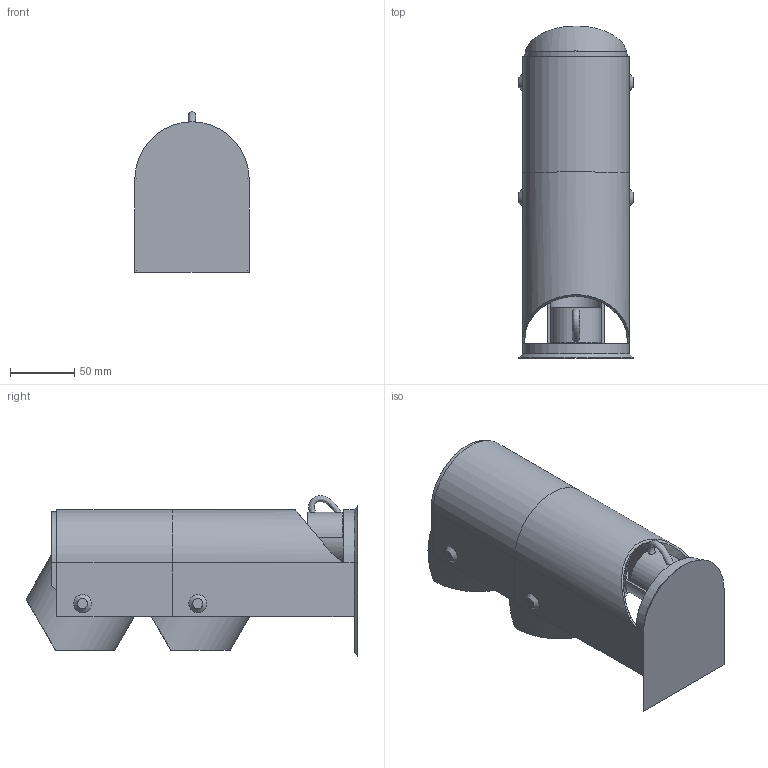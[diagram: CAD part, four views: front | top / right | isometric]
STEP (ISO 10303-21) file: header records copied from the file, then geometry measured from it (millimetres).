
FILE_DESCRIPTION(/* description */ (''),/* implementation_level */ '2;1');
FILE_NAME(/* name */ 'PillDispenser.step',/* time_stamp */ '2024-04-01T14:58:57+02:00',/* author */ (''),/* organization */ (''),/* preprocessor_version */ 'ST-DEVELOPER v20',/* originating_system */ 'Autodesk Translation Framework v12.20.1.177',/* authorisation */ '');
FILE_SCHEMA (('AUTOMOTIVE_DESIGN { 1 0 10303 214 3 1 1 }'));
Length unit declared in the file: millimetre
Products named in the file (11): PillDispenser; Base; Tasse (1); Scheibe_Omega3; Scheibe_Zink; Motortraeger; Servo; Schale; Base 2; Tassenunterlage; Bodenplatte
Assembly tree (13 placements, depth 2):
  PillDispenser
    Schale  x2
    Base
    Motortraeger  x2
    Tasse (1)
    Servo  x2
    Scheibe_Omega3
    Scheibe_Zink
    Base 2
    Tassenunterlage
    Bodenplatte
Bounding box: 89.2 x 259.09 x 125.24 mm (x, y, z)
Volume: 304513.8 mm3; surface area: 292081.2 mm2
Topology: 13 solids, 13 shells, 521 faces, 1355 edges, 879 vertices
Faces by surface type: plane 352, cylinder 130, cone 27, bspline 12
Full cylindrical faces by diameter (mm): 1.3 x8, 2 x8, 3 x2, 3.3 x12, 4 x2, 4.8 x2, 7 x2, 14 x2, 35 x2, 36 x3, 39 x1, 40 x1, 76.8 x2, 80 x4
Entity records: 13178 total; most frequent: CARTESIAN_POINT 3369, ORIENTED_EDGE 1966, DIRECTION 1940, EDGE_CURVE 983, LINE 662, VECTOR 662, AXIS2_PLACEMENT_3D 639, VERTEX_POINT 633
